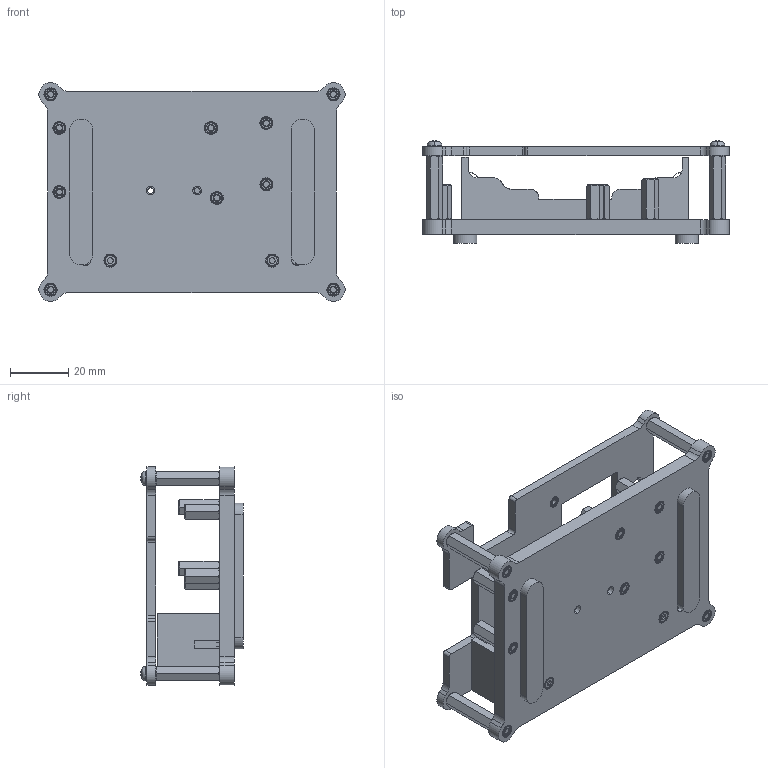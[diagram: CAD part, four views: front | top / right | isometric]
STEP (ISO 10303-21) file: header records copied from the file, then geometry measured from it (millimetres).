
FILE_DESCRIPTION((''),'2;1');
FILE_NAME('YKL_ASM','2020-12-09T',('lina'),(''),'PRO/ENGINEER BY PARAMETRIC TECHNOLOGY CORPORATION, 2010280','PRO/ENGINEER BY PARAMETRIC TECHNOLOGY CORPORATION, 2010280','');
FILE_SCHEMA(('AUTOMOTIVE_DESIGN { 1 2 10303 214 0 1 1 1 }'));
Length unit declared in the file: millimetre
Products named in the file (13): RAKU73020029; GB809-88_M2_5X5; GB809-88_M2X3; RAKU73020029_ASM; HEXON_M2_5X12-6; HEXON_M2_5X14-6; HEXON_M2_5X22-6; RAKU73020030; RAKU73020030_ASM; BH-18650-A; RAKU73020031; GB818-88_M2_5X6; YKL_ASM
Assembly tree (42 placements, depth 3):
  YKL_ASM
    RAKU73020029_ASM
      RAKU73020029
      GB809-88_M2_5X5  x12
      GB809-88_M2X3  x2
    HEXON_M2_5X12-6  x4
    HEXON_M2_5X14-6  x2
    HEXON_M2_5X22-6  x4
    RAKU73020030_ASM
      RAKU73020030
      GB809-88_M2X3  x5
    BH-18650-A
    RAKU73020031  x2
    GB818-88_M2_5X6  x6
Bounding box: 104.97 x 35.08 x 74.97 mm (x, y, z)
Volume: 67638.2 mm3; surface area: 46790.5 mm2
Topology: 40 solids, 40 shells, 2837 faces, 8044 edges, 5318 vertices
Faces by surface type: cylinder 2338, plane 395, cone 80, bspline 12, sphere 12
Entity records: 27048 total; most frequent: CARTESIAN_POINT 4059, DIRECTION 3816, ORIENTED_EDGE 3424, EDGE_CURVE 1712, PRESENTATION_STYLE_ASSIGNMENT 1697, STYLED_ITEM 1666, CURVE_STYLE 1656, AXIS2_PLACEMENT_3D 1481
